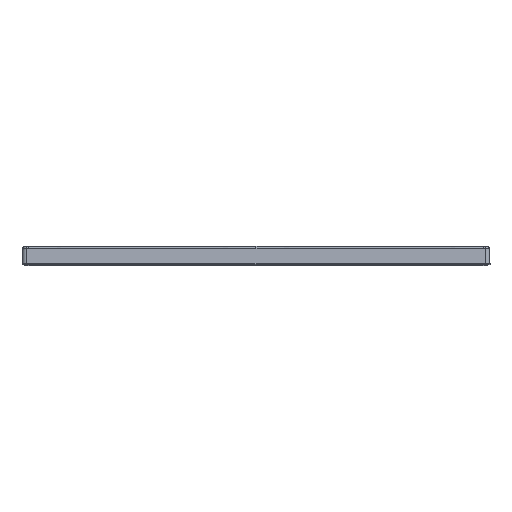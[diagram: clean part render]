
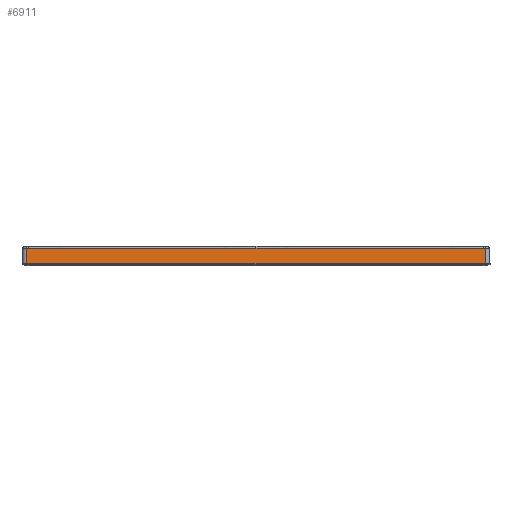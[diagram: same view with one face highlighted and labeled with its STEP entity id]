
A CAD part, top view. The second image highlights one B-rep face of the part: STEP entity #6911.
In plain terms, the highlighted planar face has unit normal (0, 0.052, 0.999).
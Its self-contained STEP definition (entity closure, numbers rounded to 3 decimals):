
#3961=PLANE('',#63761);
#6911=ADVANCED_FACE('',(#11229),#3961,.T.);
#11229=FACE_OUTER_BOUND('',#15348,.T.);
#15348=EDGE_LOOP('',(#32004,#32005,#32006,#32007,#32008,#32009,#32010));
#19908=LINE('',#172911,#20556);
#19909=LINE('',#172913,#20557);
#19910=LINE('',#172915,#20558);
#20556=VECTOR('',#70780,1.);
#20557=VECTOR('',#70781,1.);
#20558=VECTOR('',#70782,1.);
#32004=ORIENTED_EDGE('',*,*,#52156,.T.);
#32005=ORIENTED_EDGE('',*,*,#52157,.T.);
#32006=ORIENTED_EDGE('',*,*,#52158,.F.);
#32007=ORIENTED_EDGE('',*,*,#52159,.F.);
#32008=ORIENTED_EDGE('',*,*,#52160,.T.);
#32009=ORIENTED_EDGE('',*,*,#52161,.T.);
#32010=ORIENTED_EDGE('',*,*,#52162,.T.);
#44151=VERTEX_POINT('',#172904);
#44152=VERTEX_POINT('',#172905);
#44153=VERTEX_POINT('',#172910);
#44154=VERTEX_POINT('',#172912);
#44155=VERTEX_POINT('',#172914);
#44156=VERTEX_POINT('',#172916);
#44157=VERTEX_POINT('',#172921);
#52156=EDGE_CURVE('',#44151,#44152,#59356,.T.);
#52157=EDGE_CURVE('',#44152,#44153,#59357,.T.);
#52158=EDGE_CURVE('',#44154,#44153,#19908,.T.);
#52159=EDGE_CURVE('',#44155,#44154,#19909,.T.);
#52160=EDGE_CURVE('',#44155,#44156,#19910,.T.);
#52161=EDGE_CURVE('',#44156,#44157,#59358,.T.);
#52162=EDGE_CURVE('',#44157,#44151,#59359,.T.);
#59356=B_SPLINE_CURVE_WITH_KNOTS('',3,(#172891,#172892,#172893,#172894,
#172895,#172896,#172897,#172898,#172899,#172900,#172901,#172902,#172903),
 .UNSPECIFIED.,.F.,.F.,(4,3,3,3,4),(0.,0.021,0.103,
0.433,1.),.UNSPECIFIED.);
#59357=B_SPLINE_CURVE_WITH_KNOTS('',3,(#172906,#172907,#172908,#172909),
 .UNSPECIFIED.,.F.,.F.,(4,4),(0.,1.),.UNSPECIFIED.);
#59358=B_SPLINE_CURVE_WITH_KNOTS('',3,(#172917,#172918,#172919,#172920),
 .UNSPECIFIED.,.F.,.F.,(4,4),(0.,1.),.UNSPECIFIED.);
#59359=B_SPLINE_CURVE_WITH_KNOTS('',3,(#172922,#172923,#172924,#172925,
#172926,#172927,#172928,#172929,#172930,#172931,#172932,#172933,#172934),
 .UNSPECIFIED.,.F.,.F.,(4,3,3,3,4),(0.,0.021,0.103,
0.433,1.),.UNSPECIFIED.);
#63761=AXIS2_PLACEMENT_3D('',#172935,#70783,#70784);
#70780=DIRECTION('',(0.,0.999,-0.052));
#70781=DIRECTION('',(-1.,0.,0.));
#70782=DIRECTION('',(0.,0.999,-0.052));
#70783=DIRECTION('',(0.,0.052,0.999));
#70784=DIRECTION('',(0.,0.999,-0.052));
#172891=CARTESIAN_POINT('',(0.,-4.711,798.155));
#172892=CARTESIAN_POINT('',(-3.333,-4.711,798.155));
#172893=CARTESIAN_POINT('',(-6.667,-4.711,798.155));
#172894=CARTESIAN_POINT('',(-10.,-4.711,798.155));
#172895=CARTESIAN_POINT('',(-23.333,-4.711,798.155));
#172896=CARTESIAN_POINT('',(-36.667,-4.711,798.155));
#172897=CARTESIAN_POINT('',(-50.,-4.711,798.155));
#172898=CARTESIAN_POINT('',(-103.333,-4.711,798.155));
#172899=CARTESIAN_POINT('',(-156.667,-4.711,798.155));
#172900=CARTESIAN_POINT('',(-210.,-4.711,798.155));
#172901=CARTESIAN_POINT('',(-301.829,-4.711,798.155));
#172902=CARTESIAN_POINT('',(-393.659,-4.711,798.155));
#172903=CARTESIAN_POINT('',(-485.488,-4.711,798.155));
#172904=CARTESIAN_POINT('',(0.,-4.711,798.155));
#172905=CARTESIAN_POINT('',(-485.488,-4.711,798.155));
#172906=CARTESIAN_POINT('',(-485.488,-4.711,798.155));
#172907=CARTESIAN_POINT('',(-486.992,-4.711,798.155));
#172908=CARTESIAN_POINT('',(-488.496,-4.707,798.155));
#172909=CARTESIAN_POINT('',(-490.,-4.701,798.154));
#172910=CARTESIAN_POINT('',(-490.,-4.701,798.154));
#172911=CARTESIAN_POINT('',(-490.,-39.917,800.));
#172912=CARTESIAN_POINT('',(-490.,-37.717,799.885));
#172913=CARTESIAN_POINT('',(-490.,-37.717,799.885));
#172914=CARTESIAN_POINT('',(490.,-37.717,799.885));
#172915=CARTESIAN_POINT('',(490.,-39.917,800.));
#172916=CARTESIAN_POINT('',(490.,-4.701,798.154));
#172917=CARTESIAN_POINT('',(490.,-4.701,798.154));
#172918=CARTESIAN_POINT('',(488.496,-4.707,798.155));
#172919=CARTESIAN_POINT('',(486.992,-4.711,798.155));
#172920=CARTESIAN_POINT('',(485.488,-4.711,798.155));
#172921=CARTESIAN_POINT('',(485.488,-4.711,798.155));
#172922=CARTESIAN_POINT('',(485.488,-4.711,798.155));
#172923=CARTESIAN_POINT('',(482.155,-4.711,798.155));
#172924=CARTESIAN_POINT('',(478.821,-4.711,798.155));
#172925=CARTESIAN_POINT('',(475.488,-4.711,798.155));
#172926=CARTESIAN_POINT('',(462.155,-4.711,798.155));
#172927=CARTESIAN_POINT('',(448.821,-4.711,798.155));
#172928=CARTESIAN_POINT('',(435.488,-4.711,798.155));
#172929=CARTESIAN_POINT('',(382.155,-4.711,798.155));
#172930=CARTESIAN_POINT('',(328.821,-4.711,798.155));
#172931=CARTESIAN_POINT('',(275.488,-4.711,798.155));
#172932=CARTESIAN_POINT('',(183.659,-4.711,798.155));
#172933=CARTESIAN_POINT('',(91.829,-4.711,798.155));
#172934=CARTESIAN_POINT('',(0.,-4.711,798.155));
#172935=CARTESIAN_POINT('',(0.,-39.917,800.));
